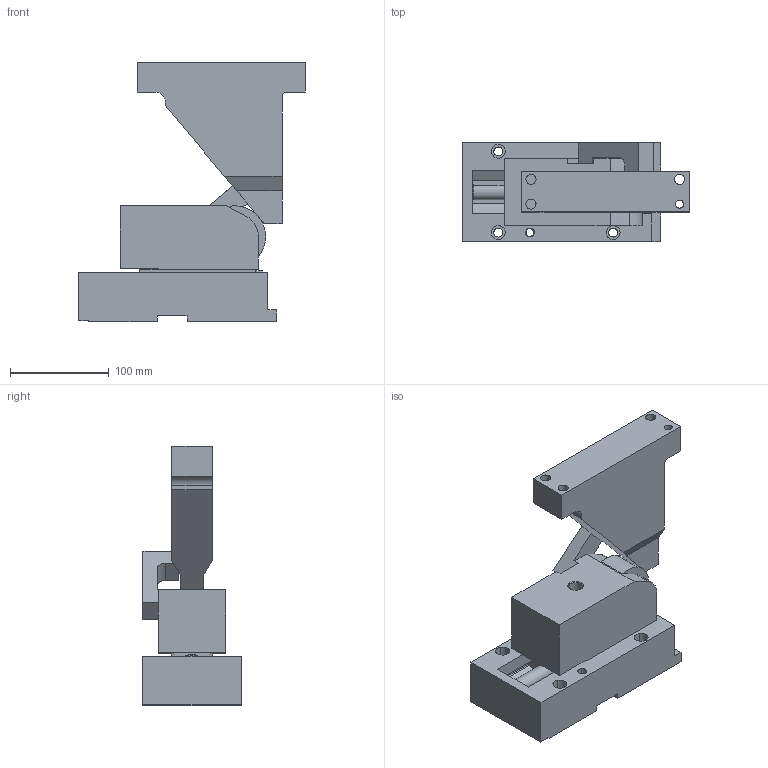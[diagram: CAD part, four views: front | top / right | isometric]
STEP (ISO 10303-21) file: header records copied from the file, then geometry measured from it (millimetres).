
FILE_DESCRIPTION(('CATIA V5 STEP Exchange'),'2;1');
FILE_NAME('CRCS_03000_50_1_ACCESSORIES.stp','2015-09-08T10:25:44+00:00',('none'),('none'),'CATIA Version 5 Release 20 GA (IN-10)','CATIA V5 STEP AP203','none');
FILE_SCHEMA(('CONFIG_CONTROL_DESIGN'));
Length unit declared in the file: millimetre
Products named in the file (1): CRCS_03000_50_1_ACCESSORIES
Assembly tree (3 placements, depth 2):
  CRCS_03000_50_1_ACCESSORIES
    #58
    #5739
    #6758
Bounding box: 229.06 x 100 x 262 mm (x, y, z)
Volume: 2010058.6 mm3; surface area: 255789.8 mm2
Topology: 6 solids, 6 shells, 243 faces, 629 edges, 412 vertices
Faces by surface type: plane 150, cylinder 75, cone 15, torus 3
Entity records: 7326 total; most frequent: CARTESIAN_POINT 1527, ORIENTED_EDGE 1258, DIRECTION 982, EDGE_CURVE 629, VECTOR 428, LINE 428, VERTEX_POINT 412, AXIS2_PLACEMENT_3D 361
